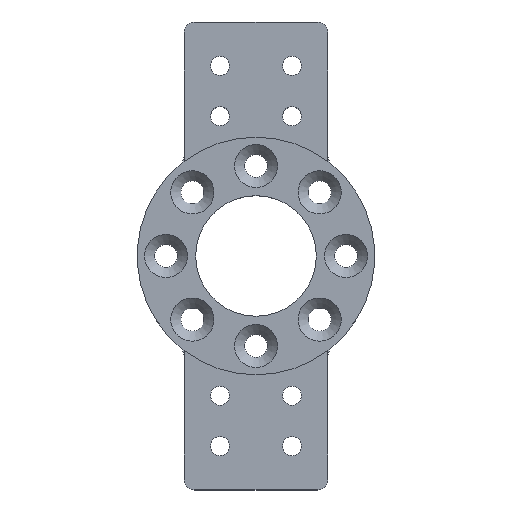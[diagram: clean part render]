
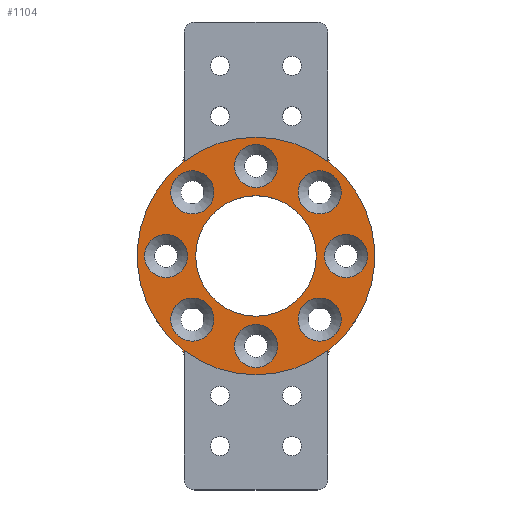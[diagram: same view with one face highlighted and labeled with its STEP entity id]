
A CAD part, top view. The second image highlights one B-rep face of the part: STEP entity #1104.
In plain terms, the highlighted planar face has unit normal (0, 0, 1).
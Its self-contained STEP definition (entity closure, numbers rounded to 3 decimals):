
#56=FACE_BOUND('',#201,.T.);
#57=FACE_BOUND('',#202,.T.);
#58=FACE_BOUND('',#203,.T.);
#59=FACE_BOUND('',#204,.T.);
#60=FACE_BOUND('',#205,.T.);
#61=FACE_BOUND('',#206,.T.);
#62=FACE_BOUND('',#207,.T.);
#63=FACE_BOUND('',#208,.T.);
#64=FACE_BOUND('',#209,.T.);
#74=PLANE('',#1242);
#120=FACE_OUTER_BOUND('',#200,.T.);
#200=EDGE_LOOP('',(#966,#967,#968,#969,#970,#971,#972,#973,#974,#975,#976,
#977));
#201=EDGE_LOOP('',(#978));
#202=EDGE_LOOP('',(#979));
#203=EDGE_LOOP('',(#980));
#204=EDGE_LOOP('',(#981));
#205=EDGE_LOOP('',(#982));
#206=EDGE_LOOP('',(#983));
#207=EDGE_LOOP('',(#984));
#208=EDGE_LOOP('',(#985));
#209=EDGE_LOOP('',(#986));
#239=LINE('',#1766,#308);
#268=LINE('',#1872,#337);
#270=LINE('',#1876,#339);
#276=LINE('',#1896,#345);
#308=VECTOR('',#1419,10.);
#337=VECTOR('',#1532,10.);
#339=VECTOR('',#1536,10.);
#345=VECTOR('',#1560,10.);
#430=CIRCLE('',#1216,33.);
#431=CIRCLE('',#1228,3.);
#432=CIRCLE('',#1230,3.);
#433=CIRCLE('',#1232,33.);
#434=CIRCLE('',#1234,3.);
#435=CIRCLE('',#1237,3.);
#436=CIRCLE('',#1239,33.);
#437=CIRCLE('',#1241,6.);
#438=CIRCLE('',#1243,33.);
#439=CIRCLE('',#1244,6.);
#440=CIRCLE('',#1245,6.);
#441=CIRCLE('',#1246,6.);
#442=CIRCLE('',#1247,6.);
#443=CIRCLE('',#1248,16.75);
#444=CIRCLE('',#1249,6.);
#445=CIRCLE('',#1250,6.);
#446=CIRCLE('',#1251,6.);
#500=VERTEX_POINT('',#1763);
#501=VERTEX_POINT('',#1765);
#534=VERTEX_POINT('',#1849);
#535=VERTEX_POINT('',#1869);
#536=VERTEX_POINT('',#1871);
#537=VERTEX_POINT('',#1875);
#538=VERTEX_POINT('',#1879);
#539=VERTEX_POINT('',#1883);
#540=VERTEX_POINT('',#1889);
#541=VERTEX_POINT('',#1890);
#542=VERTEX_POINT('',#1895);
#543=VERTEX_POINT('',#1899);
#544=VERTEX_POINT('',#1905);
#545=VERTEX_POINT('',#1910);
#546=VERTEX_POINT('',#1912);
#547=VERTEX_POINT('',#1914);
#548=VERTEX_POINT('',#1916);
#549=VERTEX_POINT('',#1918);
#550=VERTEX_POINT('',#1920);
#551=VERTEX_POINT('',#1922);
#552=VERTEX_POINT('',#1924);
#623=EDGE_CURVE('',#500,#501,#239,.T.);
#665=EDGE_CURVE('',#534,#501,#430,.T.);
#676=EDGE_CURVE('',#535,#536,#268,.T.);
#678=EDGE_CURVE('',#534,#537,#270,.T.);
#680=EDGE_CURVE('',#500,#538,#431,.F.);
#682=EDGE_CURVE('',#536,#539,#432,.T.);
#684=EDGE_CURVE('',#538,#539,#433,.T.);
#685=EDGE_CURVE('',#540,#541,#434,.F.);
#688=EDGE_CURVE('',#540,#542,#276,.T.);
#690=EDGE_CURVE('',#537,#543,#435,.T.);
#692=EDGE_CURVE('',#541,#543,#436,.T.);
#694=EDGE_CURVE('',#544,#544,#437,.T.);
#695=EDGE_CURVE('',#535,#542,#438,.T.);
#696=EDGE_CURVE('',#545,#545,#439,.T.);
#697=EDGE_CURVE('',#546,#546,#440,.T.);
#698=EDGE_CURVE('',#547,#547,#441,.T.);
#699=EDGE_CURVE('',#548,#548,#442,.T.);
#700=EDGE_CURVE('',#549,#549,#443,.T.);
#701=EDGE_CURVE('',#550,#550,#444,.T.);
#702=EDGE_CURVE('',#551,#551,#445,.T.);
#703=EDGE_CURVE('',#552,#552,#446,.T.);
#966=ORIENTED_EDGE('',*,*,#692,.T.);
#967=ORIENTED_EDGE('',*,*,#690,.F.);
#968=ORIENTED_EDGE('',*,*,#678,.F.);
#969=ORIENTED_EDGE('',*,*,#665,.T.);
#970=ORIENTED_EDGE('',*,*,#623,.F.);
#971=ORIENTED_EDGE('',*,*,#680,.T.);
#972=ORIENTED_EDGE('',*,*,#684,.T.);
#973=ORIENTED_EDGE('',*,*,#682,.F.);
#974=ORIENTED_EDGE('',*,*,#676,.F.);
#975=ORIENTED_EDGE('',*,*,#695,.T.);
#976=ORIENTED_EDGE('',*,*,#688,.F.);
#977=ORIENTED_EDGE('',*,*,#685,.T.);
#978=ORIENTED_EDGE('',*,*,#696,.F.);
#979=ORIENTED_EDGE('',*,*,#697,.F.);
#980=ORIENTED_EDGE('',*,*,#698,.F.);
#981=ORIENTED_EDGE('',*,*,#699,.F.);
#982=ORIENTED_EDGE('',*,*,#700,.F.);
#983=ORIENTED_EDGE('',*,*,#701,.F.);
#984=ORIENTED_EDGE('',*,*,#702,.F.);
#985=ORIENTED_EDGE('',*,*,#703,.F.);
#986=ORIENTED_EDGE('',*,*,#694,.F.);
#1104=ADVANCED_FACE('',(#120,#56,#57,#58,#59,#60,#61,#62,#63,#64),#74,.T.);
#1216=AXIS2_PLACEMENT_3D('',#1850,#1502,#1503);
#1228=AXIS2_PLACEMENT_3D('',#1880,#1540,#1541);
#1230=AXIS2_PLACEMENT_3D('',#1884,#1545,#1546);
#1232=AXIS2_PLACEMENT_3D('',#1887,#1550,#1551);
#1234=AXIS2_PLACEMENT_3D('',#1891,#1554,#1555);
#1237=AXIS2_PLACEMENT_3D('',#1900,#1564,#1565);
#1239=AXIS2_PLACEMENT_3D('',#1903,#1569,#1570);
#1241=AXIS2_PLACEMENT_3D('',#1907,#1574,#1575);
#1242=AXIS2_PLACEMENT_3D('',#1908,#1576,#1577);
#1243=AXIS2_PLACEMENT_3D('',#1909,#1578,#1579);
#1244=AXIS2_PLACEMENT_3D('',#1911,#1580,#1581);
#1245=AXIS2_PLACEMENT_3D('',#1913,#1582,#1583);
#1246=AXIS2_PLACEMENT_3D('',#1915,#1584,#1585);
#1247=AXIS2_PLACEMENT_3D('',#1917,#1586,#1587);
#1248=AXIS2_PLACEMENT_3D('',#1919,#1588,#1589);
#1249=AXIS2_PLACEMENT_3D('',#1921,#1590,#1591);
#1250=AXIS2_PLACEMENT_3D('',#1923,#1592,#1593);
#1251=AXIS2_PLACEMENT_3D('',#1925,#1594,#1595);
#1419=DIRECTION('',(0.,1.,0.));
#1502=DIRECTION('center_axis',(0.,0.,
1.));
#1503=DIRECTION('ref_axis',(-1.,0.,0.));
#1532=DIRECTION('',(0.,1.,0.));
#1536=DIRECTION('',(0.,-1.,0.));
#1540=DIRECTION('center_axis',(0.,0.,
1.));
#1541=DIRECTION('ref_axis',(-0.905,0.425,0.));
#1545=DIRECTION('center_axis',(0.,0.,
1.));
#1546=DIRECTION('ref_axis',(-0.905,-0.425,0.));
#1550=DIRECTION('center_axis',(0.,0.,
1.));
#1551=DIRECTION('ref_axis',(-1.,0.,0.));
#1554=DIRECTION('center_axis',(0.,0.,
1.));
#1555=DIRECTION('ref_axis',(0.905,-0.425,0.));
#1560=DIRECTION('',(0.,-1.,0.));
#1564=DIRECTION('center_axis',(0.,0.,
1.));
#1565=DIRECTION('ref_axis',(0.905,0.425,0.));
#1569=DIRECTION('center_axis',(0.,0.,
1.));
#1570=DIRECTION('ref_axis',(-1.,0.,0.));
#1574=DIRECTION('center_axis',(0.,0.,
1.));
#1575=DIRECTION('ref_axis',(-1.,0.,0.));
#1576=DIRECTION('center_axis',(0.,0.,
1.));
#1577=DIRECTION('ref_axis',(-1.,0.,0.));
#1578=DIRECTION('center_axis',(0.,0.,
1.));
#1579=DIRECTION('ref_axis',(-1.,0.,0.));
#1580=DIRECTION('center_axis',(0.,0.,
1.));
#1581=DIRECTION('ref_axis',(-1.,0.,0.));
#1582=DIRECTION('center_axis',(0.,0.,
1.));
#1583=DIRECTION('ref_axis',(-1.,0.,0.));
#1584=DIRECTION('center_axis',(0.,0.,
1.));
#1585=DIRECTION('ref_axis',(-1.,0.,0.));
#1586=DIRECTION('center_axis',(0.,0.,
1.));
#1587=DIRECTION('ref_axis',(-1.,0.,0.));
#1588=DIRECTION('center_axis',(0.,0.,
1.));
#1589=DIRECTION('ref_axis',(-1.,0.,0.));
#1590=DIRECTION('center_axis',(0.,0.,
1.));
#1591=DIRECTION('ref_axis',(-1.,0.,0.));
#1592=DIRECTION('center_axis',(0.,0.,
1.));
#1593=DIRECTION('ref_axis',(-1.,0.,0.));
#1594=DIRECTION('center_axis',(0.,0.,
1.));
#1595=DIRECTION('ref_axis',(-1.,0.,0.));
#1763=CARTESIAN_POINT('',(20.,-27.695,-2.));
#1765=CARTESIAN_POINT('',(20.,-26.249,-2.));
#1766=CARTESIAN_POINT('',(20.,-31.514,-2.));
#1849=CARTESIAN_POINT('',(-20.,-26.249,-2.));
#1850=CARTESIAN_POINT('Origin',(0.,0.,-2.));
#1869=CARTESIAN_POINT('',(20.,26.249,-2.));
#1871=CARTESIAN_POINT('',(20.,27.695,-2.));
#1872=CARTESIAN_POINT('',(20.,11.514,-2.));
#1875=CARTESIAN_POINT('',(-20.,-27.695,-2.));
#1876=CARTESIAN_POINT('',(-20.,-11.514,-2.));
#1879=CARTESIAN_POINT('',(21.083,-25.387,-2.));
#1880=CARTESIAN_POINT('Origin',(23.,-27.695,-2.));
#1883=CARTESIAN_POINT('',(21.083,25.387,-2.));
#1884=CARTESIAN_POINT('Origin',(23.,27.695,-2.));
#1887=CARTESIAN_POINT('Origin',(0.,0.,-2.));
#1889=CARTESIAN_POINT('',(-20.,27.695,-2.));
#1890=CARTESIAN_POINT('',(-21.083,25.387,-2.));
#1891=CARTESIAN_POINT('Origin',(-23.,27.695,-2.));
#1895=CARTESIAN_POINT('',(-20.,26.249,-2.));
#1896=CARTESIAN_POINT('',(-20.,31.514,-2.));
#1899=CARTESIAN_POINT('',(-21.083,-25.387,-2.));
#1900=CARTESIAN_POINT('Origin',(-23.,-27.695,-2.));
#1903=CARTESIAN_POINT('Origin',(0.,0.,-2.));
#1905=CARTESIAN_POINT('',(-11.678,-17.678,-2.));
#1907=CARTESIAN_POINT('Origin',(-17.678,-17.678,-2.));
#1908=CARTESIAN_POINT('Origin',(0.,0.,
-2.));
#1909=CARTESIAN_POINT('Origin',(0.,0.,-2.));
#1910=CARTESIAN_POINT('',(6.,-25.,-2.));
#1911=CARTESIAN_POINT('Origin',(0.,-25.,-2.));
#1912=CARTESIAN_POINT('',(-19.,0.,-2.));
#1913=CARTESIAN_POINT('Origin',(-25.,0.,-2.));
#1914=CARTESIAN_POINT('',(6.,25.,-2.));
#1915=CARTESIAN_POINT('Origin',(0.,25.,
-2.));
#1916=CARTESIAN_POINT('',(23.678,17.678,-2.));
#1917=CARTESIAN_POINT('Origin',(17.678,17.678,-2.));
#1918=CARTESIAN_POINT('',(16.75,0.,-2.));
#1919=CARTESIAN_POINT('Origin',(0.,0.,
-2.));
#1920=CARTESIAN_POINT('',(31.,0.,-2.));
#1921=CARTESIAN_POINT('Origin',(25.,0.,-2.));
#1922=CARTESIAN_POINT('',(-11.678,17.678,-2.));
#1923=CARTESIAN_POINT('Origin',(-17.678,17.678,-2.));
#1924=CARTESIAN_POINT('',(23.678,-17.678,-2.));
#1925=CARTESIAN_POINT('Origin',(17.678,-17.678,-2.));
